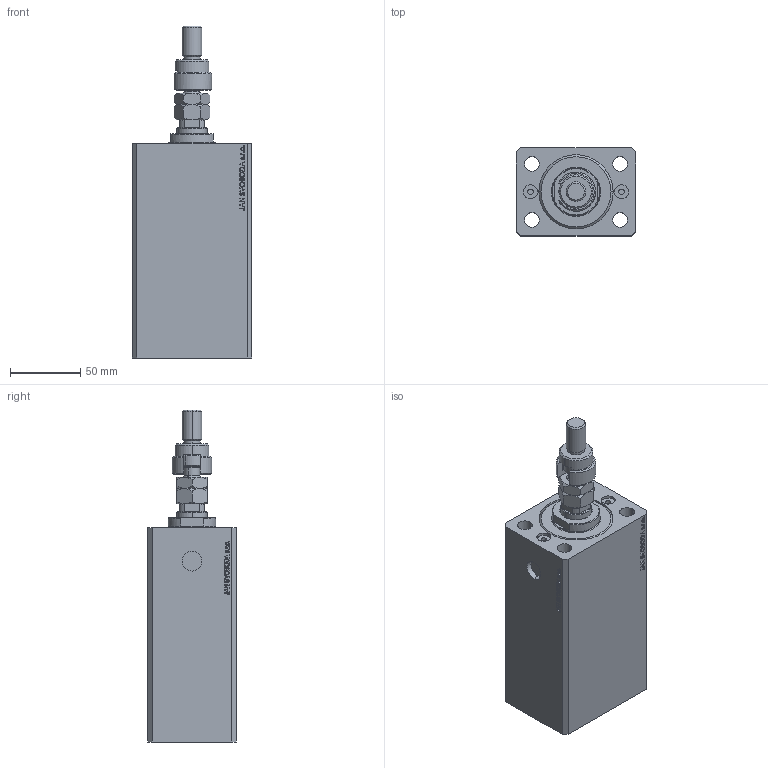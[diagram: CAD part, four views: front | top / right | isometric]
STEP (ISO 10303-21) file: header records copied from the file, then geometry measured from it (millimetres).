
FILE_DESCRIPTION (( 'STEP AP203' ), '1' );
FILE_NAME ('9c6b.STEP', '2022-04-09T15:23:40', ( '' ), ( '' ), 'SwSTEP 2.0', 'SolidWorks 2019', '' );
FILE_SCHEMA (( 'CONFIG_CONTROL_DESIGN' ));
Length unit declared in the file: millimetre
Products named in the file (7): FEMALE_PART_FOR_DFA 61e55d17ce7892451e989b54831a27e8; MFA 61e55d17ce7892451e989b54831a27e8; V250CE_VC_C 61e55d17ce7892451e989b54831a27e8; DFA 61e55d17ce7892451e989b54831a27e8; V250CE_C_VCP 61e55d17ce7892451e989b54831a27e8; V250CE_C_Body 61e55d17ce7892451e989b54831a27e8; 9c6b
Assembly tree (6 placements, depth 3):
  9c6b
    V250CE_C_Body 61e55d17ce7892451e989b54831a27e8
    V250CE_C_VCP 61e55d17ce7892451e989b54831a27e8
    V250CE_VC_C 61e55d17ce7892451e989b54831a27e8
    DFA 61e55d17ce7892451e989b54831a27e8
      FEMALE_PART_FOR_DFA 61e55d17ce7892451e989b54831a27e8
      MFA 61e55d17ce7892451e989b54831a27e8
Bounding box: 85 x 63 x 236.9 mm (x, y, z)
Volume: 718883.7 mm3; surface area: 130691.3 mm2
Topology: 5 solids, 5 shells, 947 faces, 2415 edges, 1585 vertices
Faces by surface type: plane 456, bspline 374, cylinder 55, cone 52, torus 10
Entity records: 47182 total; most frequent: CARTESIAN_POINT 26071, ORIENTED_EDGE 4826, DIRECTION 2939, EDGE_CURVE 2413, VERTEX_POINT 1585, VECTOR 1417, LINE 1417, EDGE_LOOP 1068
